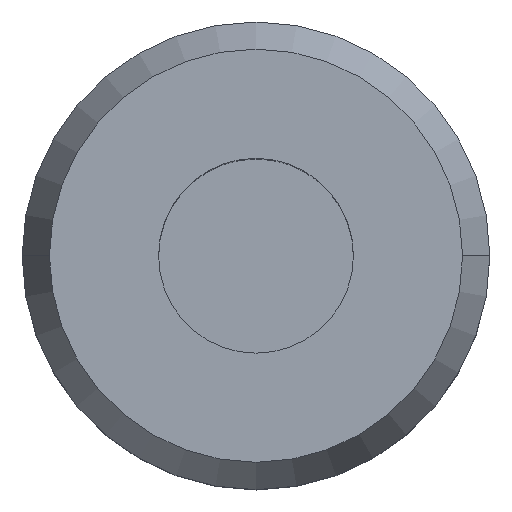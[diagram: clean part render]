
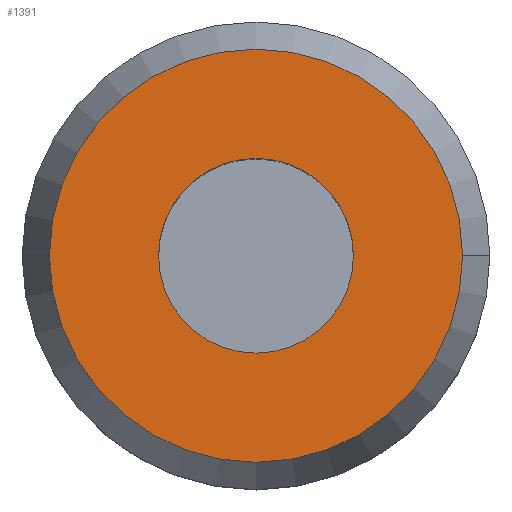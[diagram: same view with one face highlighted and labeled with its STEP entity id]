
A CAD part, top view. The second image highlights one B-rep face of the part: STEP entity #1391.
In plain terms, the highlighted planar face has unit normal (0, 0, 1).
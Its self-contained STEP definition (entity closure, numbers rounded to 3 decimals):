
#24 = DIRECTION ( 'NONE',  ( 0., 0., -1. ) ) ;
#39 = FACE_OUTER_BOUND ( 'NONE', #1408, .T. ) ;
#126 = CIRCLE ( 'NONE', #218, 26.5 ) ;
#132 = AXIS2_PLACEMENT_3D ( 'NONE', #729, #24, #855 ) ;
#211 = AXIS2_PLACEMENT_3D ( 'NONE', #1077, #260, #495 ) ;
#218 = AXIS2_PLACEMENT_3D ( 'NONE', #668, #1483, #792 ) ;
#249 = CIRCLE ( 'NONE', #132, 26.5 ) ;
#260 = DIRECTION ( 'NONE',  ( 0., 0., 1. ) ) ;
#290 = VERTEX_POINT ( 'NONE', #1281 ) ;
#324 = AXIS2_PLACEMENT_3D ( 'NONE', #496, #1080, #374 ) ;
#374 = DIRECTION ( 'NONE',  ( -1., 0., 0. ) ) ;
#378 = VERTEX_POINT ( 'NONE', #1146 ) ;
#392 = CIRCLE ( 'NONE', #324, 12.5 ) ;
#405 = ORIENTED_EDGE ( 'NONE', *, *, #670, .T. ) ;
#426 = CARTESIAN_POINT ( 'NONE',  ( 0., 0., 70. ) ) ;
#495 = DIRECTION ( 'NONE',  ( 1., 0., 0. ) ) ;
#496 = CARTESIAN_POINT ( 'NONE',  ( 0., 0., 70. ) ) ;
#661 = DIRECTION ( 'NONE',  ( 0., 0., -1. ) ) ;
#668 = CARTESIAN_POINT ( 'NONE',  ( 0., 0., 70. ) ) ;
#669 = CIRCLE ( 'NONE', #1333, 12.5 ) ;
#670 = EDGE_CURVE ( 'NONE', #967, #290, #392, .T. ) ;
#721 = ORIENTED_EDGE ( 'NONE', *, *, #811, .F. ) ;
#729 = CARTESIAN_POINT ( 'NONE',  ( 0., 0., 70. ) ) ;
#787 = VERTEX_POINT ( 'NONE', #1114 ) ;
#792 = DIRECTION ( 'NONE',  ( -1., 0., 0. ) ) ;
#811 = EDGE_CURVE ( 'NONE', #787, #378, #126, .T. ) ;
#855 = DIRECTION ( 'NONE',  ( -1., 0., 0. ) ) ;
#967 = VERTEX_POINT ( 'NONE', #1063 ) ;
#993 = PLANE ( 'NONE',  #211 ) ;
#1041 = ORIENTED_EDGE ( 'NONE', *, *, #1425, .F. ) ;
#1063 = CARTESIAN_POINT ( 'NONE',  ( 12.5, 0., 70. ) ) ;
#1077 = CARTESIAN_POINT ( 'NONE',  ( 0., 26.5, 70. ) ) ;
#1080 = DIRECTION ( 'NONE',  ( 0., 0., -1. ) ) ;
#1114 = CARTESIAN_POINT ( 'NONE',  ( 26.5, 0., 70. ) ) ;
#1146 = CARTESIAN_POINT ( 'NONE',  ( -26.5, 0., 70. ) ) ;
#1216 = FACE_BOUND ( 'NONE', #1419, .T. ) ;
#1221 = ORIENTED_EDGE ( 'NONE', *, *, #1357, .T. ) ;
#1256 = DIRECTION ( 'NONE',  ( -1., 0., 0. ) ) ;
#1281 = CARTESIAN_POINT ( 'NONE',  ( -12.5, 0., 70. ) ) ;
#1333 = AXIS2_PLACEMENT_3D ( 'NONE', #426, #661, #1256 ) ;
#1357 = EDGE_CURVE ( 'NONE', #290, #967, #669, .T. ) ;
#1391 = ADVANCED_FACE ( 'NONE', ( #1216, #39 ), #993, .T. ) ;
#1408 = EDGE_LOOP ( 'NONE', ( #1041, #721 ) ) ;
#1419 = EDGE_LOOP ( 'NONE', ( #1221, #405 ) ) ;
#1425 = EDGE_CURVE ( 'NONE', #378, #787, #249, .T. ) ;
#1483 = DIRECTION ( 'NONE',  ( 0., 0., -1. ) ) ;
